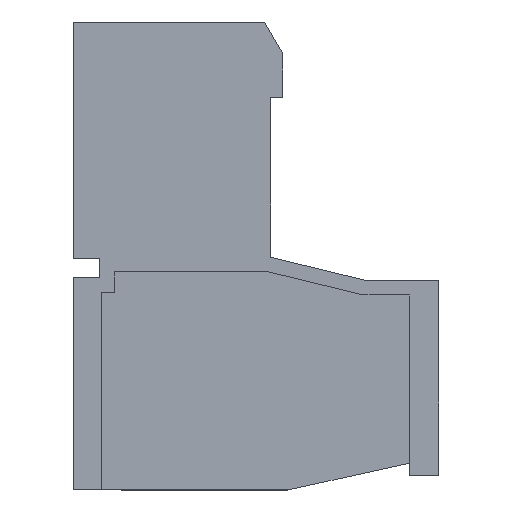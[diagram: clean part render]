
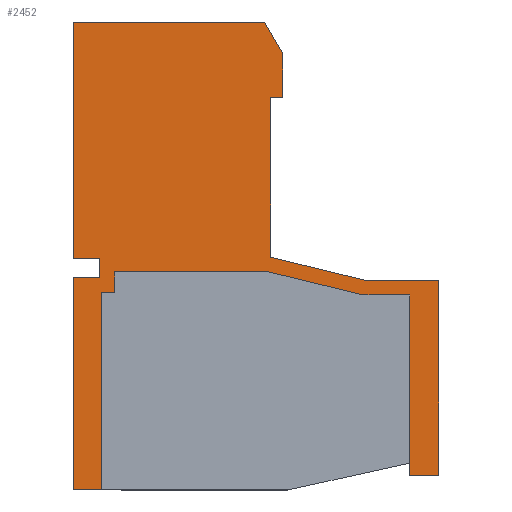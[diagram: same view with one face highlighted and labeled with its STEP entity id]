
A CAD part, left-side view. The second image highlights one B-rep face of the part: STEP entity #2452.
In plain terms, the highlighted planar face has unit normal (-1, 0, 0).
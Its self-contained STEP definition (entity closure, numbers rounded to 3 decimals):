
#2452 = ADVANCED_FACE( '', ( #5476 ), #5477, .F. );
#5476 = FACE_OUTER_BOUND( '', #9290, .T. );
#5477 = PLANE( '', #9291 );
#9290 = EDGE_LOOP( '', ( #15662, #15663, #15664, #15665, #15666, #15667, #15668, #15669, #15670, #15671, #15672, #15673, #15674, #15675, #15676, #15677, #15678, #15679, #15680, #15681, #15682, #15683 ) );
#9291 = AXIS2_PLACEMENT_3D( '', #15684, #15685, #15686 );
#15662 = ORIENTED_EDGE( '', *, *, #24957, .T. );
#15663 = ORIENTED_EDGE( '', *, *, #24958, .T. );
#15664 = ORIENTED_EDGE( '', *, *, #24959, .T. );
#15665 = ORIENTED_EDGE( '', *, *, #24960, .T. );
#15666 = ORIENTED_EDGE( '', *, *, #23136, .T. );
#15667 = ORIENTED_EDGE( '', *, *, #24961, .T. );
#15668 = ORIENTED_EDGE( '', *, *, #24962, .T. );
#15669 = ORIENTED_EDGE( '', *, *, #24963, .T. );
#15670 = ORIENTED_EDGE( '', *, *, #22808, .T. );
#15671 = ORIENTED_EDGE( '', *, *, #24964, .T. );
#15672 = ORIENTED_EDGE( '', *, *, #24965, .T. );
#15673 = ORIENTED_EDGE( '', *, *, #24966, .T. );
#15674 = ORIENTED_EDGE( '', *, *, #24967, .T. );
#15675 = ORIENTED_EDGE( '', *, *, #24968, .T. );
#15676 = ORIENTED_EDGE( '', *, *, #24969, .T. );
#15677 = ORIENTED_EDGE( '', *, *, #24970, .T. );
#15678 = ORIENTED_EDGE( '', *, *, #24971, .T. );
#15679 = ORIENTED_EDGE( '', *, *, #24972, .T. );
#15680 = ORIENTED_EDGE( '', *, *, #24590, .T. );
#15681 = ORIENTED_EDGE( '', *, *, #24973, .T. );
#15682 = ORIENTED_EDGE( '', *, *, #24209, .T. );
#15683 = ORIENTED_EDGE( '', *, *, #22779, .T. );
#15684 = CARTESIAN_POINT( '', ( -31.23, 0., 0. ) );
#15685 = DIRECTION( '', ( 1., 0., 0. ) );
#15686 = DIRECTION( '', ( 0., 0., -1. ) );
#22779 = EDGE_CURVE( '', #27137, #27138, #27139, .T. );
#22808 = EDGE_CURVE( '', #27190, #27191, #27192, .T. );
#23136 = EDGE_CURVE( '', #27778, #27779, #27780, .T. );
#24209 = EDGE_CURVE( '', #29630, #27137, #29631, .T. );
#24590 = EDGE_CURVE( '', #30222, #30223, #30224, .T. );
#24957 = EDGE_CURVE( '', #27138, #30769, #30770, .T. );
#24958 = EDGE_CURVE( '', #30769, #30771, #30772, .T. );
#24959 = EDGE_CURVE( '', #30771, #30773, #30774, .T. );
#24960 = EDGE_CURVE( '', #30773, #27778, #30775, .T. );
#24961 = EDGE_CURVE( '', #27779, #30776, #30777, .T. );
#24962 = EDGE_CURVE( '', #30776, #30778, #30779, .T. );
#24963 = EDGE_CURVE( '', #30778, #27190, #30780, .T. );
#24964 = EDGE_CURVE( '', #27191, #30781, #30782, .T. );
#24965 = EDGE_CURVE( '', #30781, #30783, #30784, .T. );
#24966 = EDGE_CURVE( '', #30783, #30785, #30786, .T. );
#24967 = EDGE_CURVE( '', #30785, #30787, #30788, .T. );
#24968 = EDGE_CURVE( '', #30787, #30789, #30790, .T. );
#24969 = EDGE_CURVE( '', #30789, #30791, #30792, .T. );
#24970 = EDGE_CURVE( '', #30791, #30793, #30794, .T. );
#24971 = EDGE_CURVE( '', #30793, #30795, #30796, .T. );
#24972 = EDGE_CURVE( '', #30795, #30222, #30797, .T. );
#24973 = EDGE_CURVE( '', #30223, #29630, #30798, .T. );
#27137 = VERTEX_POINT( '', #33551 );
#27138 = VERTEX_POINT( '', #33552 );
#27139 = LINE( '', #33553, #33554 );
#27190 = VERTEX_POINT( '', #33627 );
#27191 = VERTEX_POINT( '', #33628 );
#27192 = LINE( '', #33629, #33630 );
#27778 = VERTEX_POINT( '', #34473 );
#27779 = VERTEX_POINT( '', #34474 );
#27780 = LINE( '', #34475, #34476 );
#29630 = VERTEX_POINT( '', #37157 );
#29631 = LINE( '', #37158, #37159 );
#30222 = VERTEX_POINT( '', #38012 );
#30223 = VERTEX_POINT( '', #38013 );
#30224 = LINE( '', #38014, #38015 );
#30769 = VERTEX_POINT( '', #38796 );
#30770 = LINE( '', #38797, #38798 );
#30771 = VERTEX_POINT( '', #38799 );
#30772 = LINE( '', #38800, #38801 );
#30773 = VERTEX_POINT( '', #38802 );
#30774 = LINE( '', #38803, #38804 );
#30775 = LINE( '', #38805, #38806 );
#30776 = VERTEX_POINT( '', #38807 );
#30777 = LINE( '', #38808, #38809 );
#30778 = VERTEX_POINT( '', #38810 );
#30779 = LINE( '', #38811, #38812 );
#30780 = LINE( '', #38813, #38814 );
#30781 = VERTEX_POINT( '', #38815 );
#30782 = LINE( '', #38816, #38817 );
#30783 = VERTEX_POINT( '', #38818 );
#30784 = LINE( '', #38819, #38820 );
#30785 = VERTEX_POINT( '', #38821 );
#30786 = LINE( '', #38822, #38823 );
#30787 = VERTEX_POINT( '', #38824 );
#30788 = LINE( '', #38825, #38826 );
#30789 = VERTEX_POINT( '', #38827 );
#30790 = LINE( '', #38828, #38829 );
#30791 = VERTEX_POINT( '', #38830 );
#30792 = LINE( '', #38831, #38832 );
#30793 = VERTEX_POINT( '', #38833 );
#30794 = LINE( '', #38834, #38835 );
#30795 = VERTEX_POINT( '', #38836 );
#30796 = LINE( '', #38837, #38838 );
#30797 = LINE( '', #38839, #38840 );
#30798 = LINE( '', #38841, #38842 );
#33551 = CARTESIAN_POINT( '', ( -31.23, -4.103, -0.6 ) );
#33552 = CARTESIAN_POINT( '', ( -31.23, -8.003, -1.55 ) );
#33553 = CARTESIAN_POINT( '', ( -31.23, -4.103, -0.6 ) );
#33554 = VECTOR( '', #42633, 1000. );
#33627 = CARTESIAN_POINT( '', ( -31.23, -4.675, 6.55 ) );
#33628 = CARTESIAN_POINT( '', ( -31.23, -4.675, 8.35 ) );
#33629 = CARTESIAN_POINT( '', ( -31.23, -4.675, 6.55 ) );
#33630 = VECTOR( '', #42662, 1000. );
#34473 = CARTESIAN_POINT( '', ( -31.23, -11.075, -0.95 ) );
#34474 = CARTESIAN_POINT( '', ( -31.23, -8.075, -0.95 ) );
#34475 = CARTESIAN_POINT( '', ( -31.23, -11.075, -0.95 ) );
#34476 = VECTOR( '', #42962, 1000. );
#37157 = CARTESIAN_POINT( '', ( -31.23, 2.225, -0.6 ) );
#37158 = CARTESIAN_POINT( '', ( -31.23, 2.225, -0.6 ) );
#37159 = VECTOR( '', #44024, 1000. );
#38012 = CARTESIAN_POINT( '', ( -31.23, 2.775, -1.45 ) );
#38013 = CARTESIAN_POINT( '', ( -31.23, 2.225, -1.45 ) );
#38014 = CARTESIAN_POINT( '', ( -31.23, 2.775, -1.45 ) );
#38015 = VECTOR( '', #44394, 1000. );
#38796 = CARTESIAN_POINT( '', ( -31.23, -9.875, -1.55 ) );
#38797 = CARTESIAN_POINT( '', ( -31.23, -8.003, -1.55 ) );
#38798 = VECTOR( '', #44736, 1000. );
#38799 = CARTESIAN_POINT( '', ( -31.23, -9.875, -8.95 ) );
#38800 = CARTESIAN_POINT( '', ( -31.23, -9.875, -8.95 ) );
#38801 = VECTOR( '', #44737, 1000. );
#38802 = CARTESIAN_POINT( '', ( -31.23, -11.075, -8.95 ) );
#38803 = CARTESIAN_POINT( '', ( -31.23, -11.075, -8.95 ) );
#38804 = VECTOR( '', #44738, 1000. );
#38805 = CARTESIAN_POINT( '', ( -31.23, -11.075, -8.95 ) );
#38806 = VECTOR( '', #44739, 1000. );
#38807 = CARTESIAN_POINT( '', ( -31.23, -4.175, 0. ) );
#38808 = CARTESIAN_POINT( '', ( -31.23, -8.075, -0.95 ) );
#38809 = VECTOR( '', #44740, 1000. );
#38810 = CARTESIAN_POINT( '', ( -31.23, -4.175, 6.55 ) );
#38811 = CARTESIAN_POINT( '', ( -31.23, -4.175, 0. ) );
#38812 = VECTOR( '', #44741, 1000. );
#38813 = CARTESIAN_POINT( '', ( -31.23, -4.175, 6.55 ) );
#38814 = VECTOR( '', #44742, 1000. );
#38815 = CARTESIAN_POINT( '', ( -31.23, -3.925, 9.65 ) );
#38816 = CARTESIAN_POINT( '', ( -31.23, -4.675, 8.35 ) );
#38817 = VECTOR( '', #44743, 1000. );
#38818 = CARTESIAN_POINT( '', ( -31.23, 3.925, 9.65 ) );
#38819 = CARTESIAN_POINT( '', ( -31.23, -3.925, 9.65 ) );
#38820 = VECTOR( '', #44744, 1000. );
#38821 = CARTESIAN_POINT( '', ( -31.23, 3.925, -0.05 ) );
#38822 = CARTESIAN_POINT( '', ( -31.23, 3.925, 9.65 ) );
#38823 = VECTOR( '', #44745, 1000. );
#38824 = CARTESIAN_POINT( '', ( -31.23, 2.825, -0.05 ) );
#38825 = CARTESIAN_POINT( '', ( -31.23, 3.925, -0.05 ) );
#38826 = VECTOR( '', #44746, 1000. );
#38827 = CARTESIAN_POINT( '', ( -31.23, 2.825, -0.85 ) );
#38828 = CARTESIAN_POINT( '', ( -31.23, 2.825, -0.05 ) );
#38829 = VECTOR( '', #44747, 1000. );
#38830 = CARTESIAN_POINT( '', ( -31.23, 3.925, -0.85 ) );
#38831 = CARTESIAN_POINT( '', ( -31.23, 2.825, -0.85 ) );
#38832 = VECTOR( '', #44748, 1000. );
#38833 = CARTESIAN_POINT( '', ( -31.23, 3.925, -9.55 ) );
#38834 = CARTESIAN_POINT( '', ( -31.23, 3.925, -0.85 ) );
#38835 = VECTOR( '', #44749, 1000. );
#38836 = CARTESIAN_POINT( '', ( -31.23, 2.775, -9.55 ) );
#38837 = CARTESIAN_POINT( '', ( -31.23, 3.925, -9.55 ) );
#38838 = VECTOR( '', #44750, 1000. );
#38839 = CARTESIAN_POINT( '', ( -31.23, 2.775, -9.55 ) );
#38840 = VECTOR( '', #44751, 1000. );
#38841 = CARTESIAN_POINT( '', ( -31.23, 2.225, -1.45 ) );
#38842 = VECTOR( '', #44752, 1000. );
#42633 = DIRECTION( '', ( 0., -0.972, -0.237 ) );
#42662 = DIRECTION( '', ( 0., 0., 1. ) );
#42962 = DIRECTION( '', ( 0., 1., 0. ) );
#44024 = DIRECTION( '', ( 0., -1., 0. ) );
#44394 = DIRECTION( '', ( 0., -1., 0. ) );
#44736 = DIRECTION( '', ( 0., -1., 0. ) );
#44737 = DIRECTION( '', ( 0., 0., -1. ) );
#44738 = DIRECTION( '', ( 0., -1., 0. ) );
#44739 = DIRECTION( '', ( 0., 0., 1. ) );
#44740 = DIRECTION( '', ( 0., 0.972, 0.237 ) );
#44741 = DIRECTION( '', ( 0., 0., 1. ) );
#44742 = DIRECTION( '', ( 0., -1., 0. ) );
#44743 = DIRECTION( '', ( 0., 0.5, 0.866 ) );
#44744 = DIRECTION( '', ( 0., 1., 0. ) );
#44745 = DIRECTION( '', ( 0., 0., -1. ) );
#44746 = DIRECTION( '', ( 0., -1., 0. ) );
#44747 = DIRECTION( '', ( 0., 0., -1. ) );
#44748 = DIRECTION( '', ( 0., 1., 0. ) );
#44749 = DIRECTION( '', ( 0., 0., -1. ) );
#44750 = DIRECTION( '', ( 0., -1., 0. ) );
#44751 = DIRECTION( '', ( 0., 0., 1. ) );
#44752 = DIRECTION( '', ( 0., 0., 1. ) );
